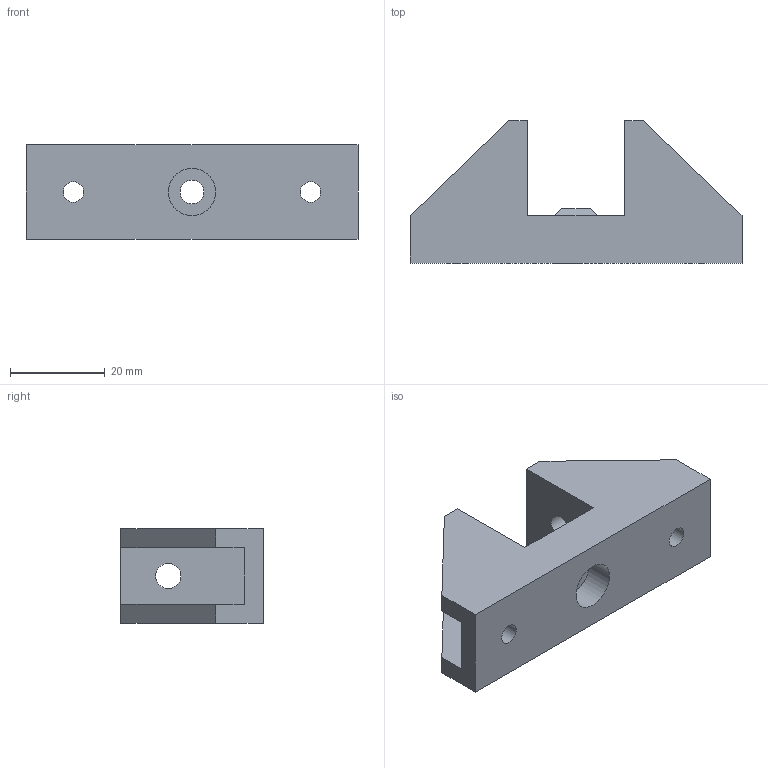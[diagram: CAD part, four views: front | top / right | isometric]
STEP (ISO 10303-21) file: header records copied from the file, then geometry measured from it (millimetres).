
FILE_DESCRIPTION( ( '' ), ' ' );
FILE_NAME( '57d9508a7f795910ac367842.step', '2016-09-14T13:28:42', ( '' ), ( '' ), ' ', ' ', ' ' );
FILE_SCHEMA( ( 'AUTOMOTIVE_DESIGN { 1 0 10303 214 1 1 1 1 }' ) );
Length unit declared in the file: metre
Products named in the file (1): Part 1
Bounding box: 70 x 30 x 20 mm (x, y, z)
Volume: 16869.3 mm3; surface area: 8850 mm2
Topology: 1 solids, 1 shells, 35 faces, 92 edges, 60 vertices
Faces by surface type: plane 29, cylinder 6
Full cylindrical faces by diameter (mm): 4.3 x2, 5 x1, 5.3 x2, 10 x1
Entity records: 1316 total; most frequent: CARTESIAN_POINT 174, DIRECTION 166, ORIENTED_EDGE 164, EDGE_CURVE 82, LINE 70, VECTOR 70, VERTEX_POINT 56, EDGE_LOOP 52
